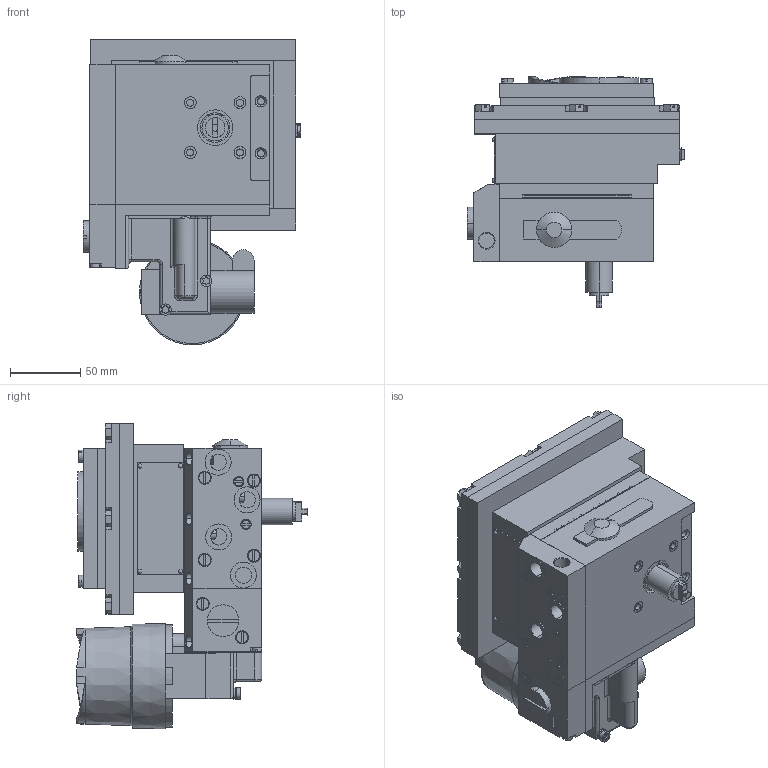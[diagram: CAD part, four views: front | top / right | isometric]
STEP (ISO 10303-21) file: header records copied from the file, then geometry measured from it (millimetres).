
FILE_DESCRIPTION (( 'STEP AP214' ), '1' );
FILE_NAME ('EP5EX+F5EX_140926.STEP', '2014-09-29T14:04:19', ( '' ), ( '' ), 'SwSTEP 2.0', 'SolidWorks 2014', '' );
FILE_SCHEMA (( 'AUTOMOTIVE_DESIGN' ));
Length unit declared in the file: millimetre
Products named in the file (1): EP5EX+F5EX_140926
Bounding box: 155.1 x 164.2 x 217.6 mm (x, y, z)
Volume: 2199972.4 mm3; surface area: 315665.4 mm2
Topology: 46 solids, 46 shells, 1153 faces, 2839 edges, 1834 vertices
Faces by surface type: plane 684, cylinder 361, cone 44, torus 44, bspline 14, sphere 6
Entity records: 35322 total; most frequent: CARTESIAN_POINT 7075, DIRECTION 5916, ORIENTED_EDGE 5618, EDGE_CURVE 2809, AXIS2_PLACEMENT_3D 2069, VERTEX_POINT 1826, LINE 1778, VECTOR 1778
